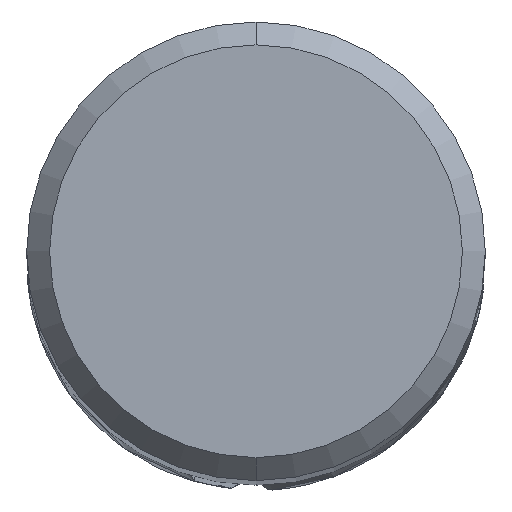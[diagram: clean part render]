
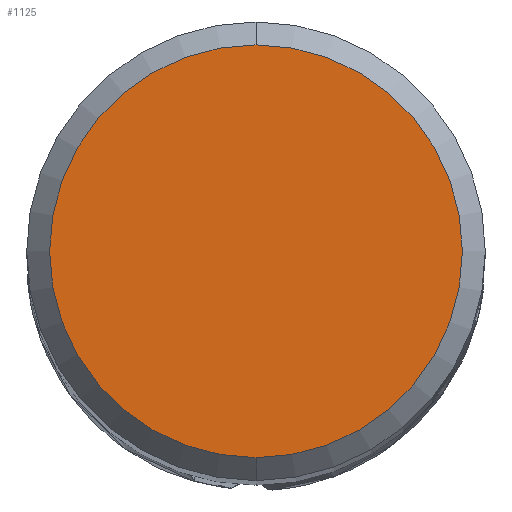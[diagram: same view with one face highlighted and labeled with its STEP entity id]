
A CAD part, top view. The second image highlights one B-rep face of the part: STEP entity #1125.
In plain terms, the highlighted planar face has unit normal (0, 0, 1).
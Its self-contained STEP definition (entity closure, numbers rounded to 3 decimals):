
#751=VERTEX_POINT('',#2180);
#811=VERTEX_POINT('',#2245);
#1125=ADVANCED_FACE('',(#2589),#2590,.T.);
#1227=EDGE_CURVE('',#751,#811,#2698,.T.);
#2051=EDGE_CURVE('',#811,#751,#3587,.T.);
#2180=CARTESIAN_POINT('',(0.,-3.6,0.0));
#2245=CARTESIAN_POINT('',(0.0,3.6,0.0));
#2589=FACE_OUTER_BOUND('',#7061,.T.);
#2590=PLANE('',#7062);
#2698=CIRCLE('',#7581,3.6);
#3587=CIRCLE('',#11951,3.6);
#7061=EDGE_LOOP('',(#12801,#12802));
#7062=AXIS2_PLACEMENT_3D('',#12803,#12804,#12805);
#7581=AXIS2_PLACEMENT_3D('',#12909,#12910,#12911);
#11951=AXIS2_PLACEMENT_3D('',#13782,#13783,#13784);
#12801=ORIENTED_EDGE('',*,*,#2051,.F.);
#12802=ORIENTED_EDGE('',*,*,#1227,.F.);
#12803=CARTESIAN_POINT('',(0.0,1.8,0.0));
#12804=DIRECTION('',(-0.0,0.0,1.0));
#12805=DIRECTION('',(0.0,-1.0,0.0));
#12909=CARTESIAN_POINT('',(0.0,0.0,0.0));
#12910=DIRECTION('',(0.0,0.0,-1.0));
#12911=DIRECTION('',(0.0,1.0,0.0));
#13782=CARTESIAN_POINT('',(0.0,0.0,0.0));
#13783=DIRECTION('',(0.0,0.0,-1.0));
#13784=DIRECTION('',(0.0,1.0,0.0));
